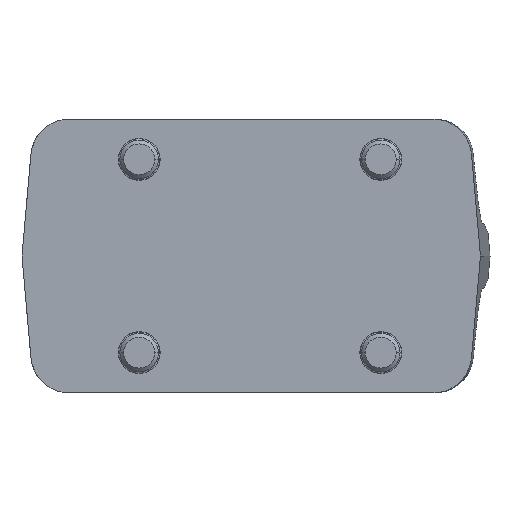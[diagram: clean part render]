
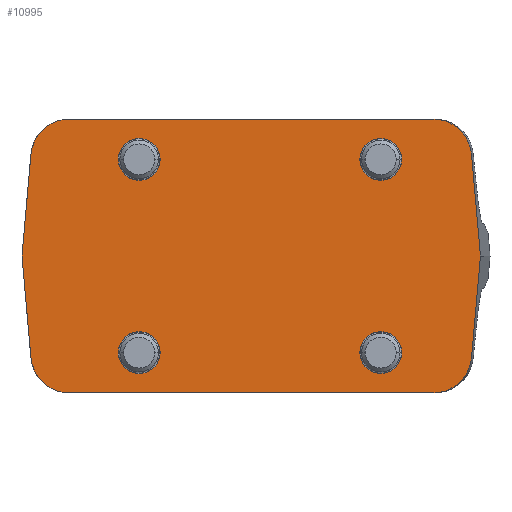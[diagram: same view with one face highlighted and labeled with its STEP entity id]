
A CAD part, left-side view. The second image highlights one B-rep face of the part: STEP entity #10995.
In plain terms, the highlighted planar face has unit normal (-1, 0, 0).
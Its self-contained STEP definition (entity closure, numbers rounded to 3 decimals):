
#744=DIRECTION('',(0.,0.087,-0.996));
#745=VECTOR('',#744,31.667);
#746=CARTESIAN_POINT('',(-48.72,-50.935,0.));
#747=LINE('',#746,#745);
#786=CARTESIAN_POINT('',(-48.72,76.666,30.5));
#787=DIRECTION('',(-1.,0.,0.));
#788=DIRECTION('',(0.,0.,1.));
#789=AXIS2_PLACEMENT_3D('',#786,#787,#788);
#791=CARTESIAN_POINT('',(-48.72,-36.193,42.5));
#792=CARTESIAN_POINT('',(-48.72,-37.11,42.5));
#793=CARTESIAN_POINT('',(-48.72,-38.761,42.299));
#794=CARTESIAN_POINT('',(-48.72,-41.595,41.388));
#795=CARTESIAN_POINT('',(-48.72,-44.461,39.511));
#796=CARTESIAN_POINT('',(-48.72,-46.587,36.825));
#797=CARTESIAN_POINT('',(-48.72,-47.745,34.085));
#798=CARTESIAN_POINT('',(-48.72,-48.09,32.46));
#799=CARTESIAN_POINT('',(-48.72,-48.17,31.546));
#801=CARTESIAN_POINT('',(-48.72,-36.193,-42.5));
#802=CARTESIAN_POINT('',(-48.72,-37.11,-42.5));
#803=CARTESIAN_POINT('',(-48.72,-38.761,-42.299));
#804=CARTESIAN_POINT('',(-48.72,-41.595,-41.388));
#805=CARTESIAN_POINT('',(-48.72,-44.461,-39.511));
#806=CARTESIAN_POINT('',(-48.72,-46.587,-36.825));
#807=CARTESIAN_POINT('',(-48.72,-47.745,-34.085));
#808=CARTESIAN_POINT('',(-48.72,-48.09,-32.46));
#809=CARTESIAN_POINT('',(-48.72,-48.17,-31.546));
#811=CARTESIAN_POINT('',(-48.72,76.666,-30.5));
#812=DIRECTION('',(1.,0.,0.));
#813=DIRECTION('',(0.,0.,-1.));
#814=AXIS2_PLACEMENT_3D('',#811,#812,#813);
#816=CARTESIAN_POINT('',(-48.72,-20.,30.));
#817=DIRECTION('',(1.,0.,0.));
#818=DIRECTION('',(0.,-1.,0.));
#819=AXIS2_PLACEMENT_3D('',#816,#817,#818);
#821=CARTESIAN_POINT('',(-48.72,-20.,30.));
#822=DIRECTION('',(1.,0.,0.));
#823=DIRECTION('',(0.,1.,0.));
#824=AXIS2_PLACEMENT_3D('',#821,#822,#823);
#826=CARTESIAN_POINT('',(-48.72,-20.,-30.));
#827=DIRECTION('',(1.,0.,0.));
#828=DIRECTION('',(0.,-1.,0.));
#829=AXIS2_PLACEMENT_3D('',#826,#827,#828);
#831=CARTESIAN_POINT('',(-48.72,-20.,-30.));
#832=DIRECTION('',(1.,0.,0.));
#833=DIRECTION('',(0.,1.,0.));
#834=AXIS2_PLACEMENT_3D('',#831,#832,#833);
#836=CARTESIAN_POINT('',(-48.72,55.,30.));
#837=DIRECTION('',(1.,0.,0.));
#838=DIRECTION('',(0.,-1.,0.));
#839=AXIS2_PLACEMENT_3D('',#836,#837,#838);
#841=CARTESIAN_POINT('',(-48.72,55.,30.));
#842=DIRECTION('',(1.,0.,0.));
#843=DIRECTION('',(0.,1.,0.));
#844=AXIS2_PLACEMENT_3D('',#841,#842,#843);
#846=CARTESIAN_POINT('',(-48.72,55.,-30.));
#847=DIRECTION('',(1.,0.,0.));
#848=DIRECTION('',(0.,-1.,0.));
#849=AXIS2_PLACEMENT_3D('',#846,#847,#848);
#851=CARTESIAN_POINT('',(-48.72,55.,-30.));
#852=DIRECTION('',(1.,0.,0.));
#853=DIRECTION('',(0.,1.,0.));
#854=AXIS2_PLACEMENT_3D('',#851,#852,#853);
#856=DIRECTION('',(0.,-0.087,0.996));
#857=VECTOR('',#856,31.666);
#858=CARTESIAN_POINT('',(-48.72,91.38,0.));
#859=LINE('',#858,#857);
#890=DIRECTION('',(0.,-0.087,-0.996));
#891=VECTOR('',#890,31.666);
#892=CARTESIAN_POINT('',(-48.72,91.38,0.));
#893=LINE('',#892,#891);
#936=DIRECTION('',(0.,1.,0.));
#937=VECTOR('',#936,112.859);
#938=CARTESIAN_POINT('',(-48.72,-36.193,-42.5));
#939=LINE('',#938,#937);
#1602=DIRECTION('',(0.,1.,0.));
#1603=VECTOR('',#1602,112.859);
#1604=CARTESIAN_POINT('',(-48.72,-36.193,42.5));
#1605=LINE('',#1604,#1603);
#1654=DIRECTION('',(0.,0.087,0.996));
#1655=VECTOR('',#1654,31.667);
#1656=CARTESIAN_POINT('',(-48.72,-50.935,0.));
#1657=LINE('',#1656,#1655);
#9587=CARTESIAN_POINT('',(-48.72,91.38,0.));
#9588=CARTESIAN_POINT('',(-48.72,88.62,31.546));
#9589=VERTEX_POINT('',#9587);
#9590=VERTEX_POINT('',#9588);
#9591=CARTESIAN_POINT('',(-48.72,88.62,-31.546));
#9592=VERTEX_POINT('',#9591);
#9593=CARTESIAN_POINT('',(-48.72,-36.193,42.5));
#9594=CARTESIAN_POINT('',(-48.72,76.666,42.5));
#9595=VERTEX_POINT('',#9593);
#9596=VERTEX_POINT('',#9594);
#9597=CARTESIAN_POINT('',(-48.72,-36.193,-42.5));
#9598=CARTESIAN_POINT('',(-48.72,76.666,-42.5));
#9599=VERTEX_POINT('',#9597);
#9600=VERTEX_POINT('',#9598);
#9702=CARTESIAN_POINT('',(-48.72,-50.935,0.));
#9703=CARTESIAN_POINT('',(-48.72,-48.17,31.546));
#9704=VERTEX_POINT('',#9702);
#9705=VERTEX_POINT('',#9703);
#9706=CARTESIAN_POINT('',(-48.72,-48.17,-31.546));
#9707=VERTEX_POINT('',#9706);
#9917=CARTESIAN_POINT('',(-48.72,-26.5,30.));
#9918=CARTESIAN_POINT('',(-48.72,-13.5,30.));
#9919=VERTEX_POINT('',#9917);
#9920=VERTEX_POINT('',#9918);
#9937=CARTESIAN_POINT('',(-48.72,-26.5,-30.));
#9938=CARTESIAN_POINT('',(-48.72,-13.5,-30.));
#9939=VERTEX_POINT('',#9937);
#9940=VERTEX_POINT('',#9938);
#9960=CARTESIAN_POINT('',(-48.72,48.5,30.));
#9961=CARTESIAN_POINT('',(-48.72,61.5,30.));
#9962=VERTEX_POINT('',#9960);
#9963=VERTEX_POINT('',#9961);
#9983=CARTESIAN_POINT('',(-48.72,48.5,-30.));
#9984=CARTESIAN_POINT('',(-48.72,61.5,-30.));
#9985=VERTEX_POINT('',#9983);
#9986=VERTEX_POINT('',#9984);
#10945=CARTESIAN_POINT('',(-48.72,105.918,44.612));
#10946=DIRECTION('',(1.,0.,0.));
#10947=DIRECTION('',(0.,0.,-1.));
#10948=AXIS2_PLACEMENT_3D('',#10945,#10946,#10947);
#10949=PLANE('',#10948);
#10951=ORIENTED_EDGE('',*,*,#10950,.T.);
#10953=ORIENTED_EDGE('',*,*,#10952,.F.);
#10955=ORIENTED_EDGE('',*,*,#10954,.F.);
#10957=ORIENTED_EDGE('',*,*,#10956,.T.);
#10959=ORIENTED_EDGE('',*,*,#10958,.F.);
#10960=ORIENTED_EDGE('',*,*,#10922,.T.);
#10962=ORIENTED_EDGE('',*,*,#10961,.F.);
#10964=ORIENTED_EDGE('',*,*,#10963,.T.);
#10966=ORIENTED_EDGE('',*,*,#10965,.T.);
#10968=ORIENTED_EDGE('',*,*,#10967,.F.);
#10969=EDGE_LOOP('',(#10951,#10953,#10955,#10957,#10959,#10960,#10962,#10964,
#10966,#10968));
#10970=FACE_OUTER_BOUND('',#10969,.F.);
#10972=ORIENTED_EDGE('',*,*,#10971,.F.);
#10974=ORIENTED_EDGE('',*,*,#10973,.F.);
#10975=EDGE_LOOP('',(#10972,#10974));
#10976=FACE_BOUND('',#10975,.F.);
#10978=ORIENTED_EDGE('',*,*,#10977,.F.);
#10980=ORIENTED_EDGE('',*,*,#10979,.F.);
#10981=EDGE_LOOP('',(#10978,#10980));
#10982=FACE_BOUND('',#10981,.F.);
#10984=ORIENTED_EDGE('',*,*,#10983,.F.);
#10986=ORIENTED_EDGE('',*,*,#10985,.F.);
#10987=EDGE_LOOP('',(#10984,#10986));
#10988=FACE_BOUND('',#10987,.F.);
#10990=ORIENTED_EDGE('',*,*,#10989,.F.);
#10992=ORIENTED_EDGE('',*,*,#10991,.F.);
#10993=EDGE_LOOP('',(#10990,#10992));
#10994=FACE_BOUND('',#10993,.F.);
#10995=ADVANCED_FACE('',(#10970,#10976,#10982,#10988,#10994),#10949,.F.);
#790=CIRCLE('',#789,12.);
#800=B_SPLINE_CURVE_WITH_KNOTS('',3,(#791,#792,#793,#794,#795,#796,#797,#798,
#799),.UNSPECIFIED.,.F.,.F.,(4,1,1,1,1,1,4),(0.,0.125,0.25,0.5,0.75,
0.875,1.),.UNSPECIFIED.);
#810=B_SPLINE_CURVE_WITH_KNOTS('',3,(#801,#802,#803,#804,#805,#806,#807,#808,
#809),.UNSPECIFIED.,.F.,.F.,(4,1,1,1,1,1,4),(0.,0.125,0.25,0.5,0.75,
0.875,1.),.UNSPECIFIED.);
#815=CIRCLE('',#814,12.);
#820=CIRCLE('',#819,6.5);
#825=CIRCLE('',#824,6.5);
#830=CIRCLE('',#829,6.5);
#835=CIRCLE('',#834,6.5);
#840=CIRCLE('',#839,6.5);
#845=CIRCLE('',#844,6.5);
#850=CIRCLE('',#849,6.5);
#855=CIRCLE('',#854,6.5);
#10922=EDGE_CURVE('',#9704,#9707,#747,.T.);
#10950=EDGE_CURVE('',#9589,#9590,#859,.T.);
#10952=EDGE_CURVE('',#9596,#9590,#790,.T.);
#10954=EDGE_CURVE('',#9595,#9596,#1605,.T.);
#10956=EDGE_CURVE('',#9595,#9705,#800,.T.);
#10958=EDGE_CURVE('',#9704,#9705,#1657,.T.);
#10961=EDGE_CURVE('',#9599,#9707,#810,.T.);
#10963=EDGE_CURVE('',#9599,#9600,#939,.T.);
#10965=EDGE_CURVE('',#9600,#9592,#815,.T.);
#10967=EDGE_CURVE('',#9589,#9592,#893,.T.);
#10971=EDGE_CURVE('',#9919,#9920,#820,.T.);
#10973=EDGE_CURVE('',#9920,#9919,#825,.T.);
#10977=EDGE_CURVE('',#9939,#9940,#830,.T.);
#10979=EDGE_CURVE('',#9940,#9939,#835,.T.);
#10983=EDGE_CURVE('',#9962,#9963,#840,.T.);
#10985=EDGE_CURVE('',#9963,#9962,#845,.T.);
#10989=EDGE_CURVE('',#9985,#9986,#850,.T.);
#10991=EDGE_CURVE('',#9986,#9985,#855,.T.);
